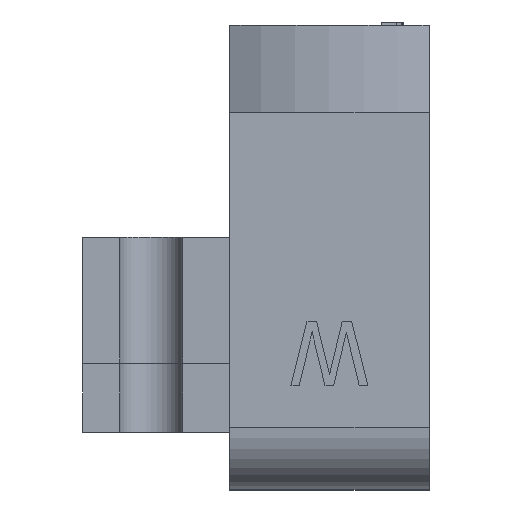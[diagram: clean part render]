
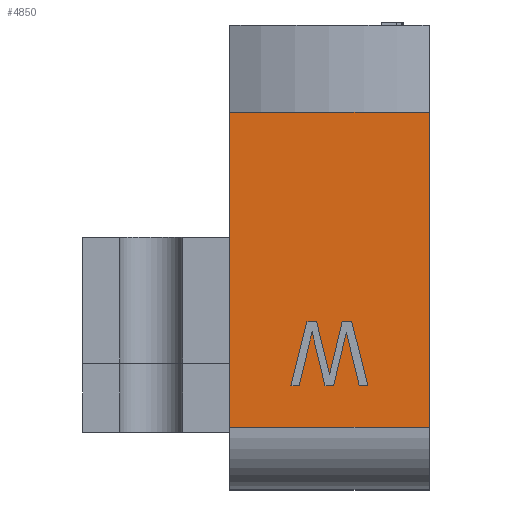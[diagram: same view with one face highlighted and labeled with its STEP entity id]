
A CAD part, left-side view. The second image highlights one B-rep face of the part: STEP entity #4850.
In plain terms, the highlighted planar face has unit normal (-1, 0, 0).
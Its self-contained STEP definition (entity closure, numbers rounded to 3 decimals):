
#2368=CARTESIAN_POINT('',(-133.2,-0.395,9.95));
#2369=VERTEX_POINT('',#2368);
#2376=CARTESIAN_POINT('',(-133.2,-1.612,15.007));
#2377=VERTEX_POINT('',#2376);
#2378=CARTESIAN_POINT('',(-133.2,-1.612,15.007));
#2379=DIRECTION('',(0.0,0.234,-0.972));
#2380=VECTOR('',#2379,5.201);
#2381=LINE('',#2378,#2380);
#2382=EDGE_CURVE('',#2377,#2369,#2381,.T.);
#2399=CARTESIAN_POINT('',(-133.2,0.43,9.95));
#2400=VERTEX_POINT('',#2399);
#2407=CARTESIAN_POINT('',(-133.2,-0.395,9.95));
#2408=DIRECTION('',(0.0,1.0,0.));
#2409=VECTOR('',#2408,0.826);
#2410=LINE('',#2407,#2409);
#2411=EDGE_CURVE('',#2369,#2400,#2410,.T.);
#2423=CARTESIAN_POINT('',(-133.2,1.656,15.066));
#2424=VERTEX_POINT('',#2423);
#2431=CARTESIAN_POINT('',(-133.2,0.43,9.95));
#2432=DIRECTION('',(0.0,0.233,0.972));
#2433=VECTOR('',#2432,5.261);
#2434=LINE('',#2431,#2433);
#2435=EDGE_CURVE('',#2400,#2424,#2434,.T.);
#2447=CARTESIAN_POINT('',(-133.2,2.877,9.95));
#2448=VERTEX_POINT('',#2447);
#2455=CARTESIAN_POINT('',(-133.2,1.656,15.066));
#2456=DIRECTION('',(0.0,0.232,-0.973));
#2457=VECTOR('',#2456,5.26);
#2458=LINE('',#2455,#2457);
#2459=EDGE_CURVE('',#2424,#2448,#2458,.T.);
#2471=CARTESIAN_POINT('',(-133.2,3.673,9.95));
#2472=VERTEX_POINT('',#2471);
#2479=CARTESIAN_POINT('',(-133.2,2.877,9.95));
#2480=DIRECTION('',(0.0,1.0,0.));
#2481=VECTOR('',#2480,0.796);
#2482=LINE('',#2479,#2481);
#2483=EDGE_CURVE('',#2448,#2472,#2482,.T.);
#2495=CARTESIAN_POINT('',(-133.2,2.14,16.05));
#2496=VERTEX_POINT('',#2495);
#2503=CARTESIAN_POINT('',(-133.2,3.673,9.95));
#2504=DIRECTION('',(0.0,-0.244,0.97));
#2505=VECTOR('',#2504,6.29);
#2506=LINE('',#2503,#2505);
#2507=EDGE_CURVE('',#2472,#2496,#2506,.T.);
#2519=CARTESIAN_POINT('',(-133.2,1.231,16.05));
#2520=VERTEX_POINT('',#2519);
#2527=CARTESIAN_POINT('',(-133.2,2.14,16.05));
#2528=DIRECTION('',(0.0,-1.0,0.));
#2529=VECTOR('',#2528,0.91);
#2530=LINE('',#2527,#2529);
#2531=EDGE_CURVE('',#2496,#2520,#2530,.T.);
#2543=CARTESIAN_POINT('',(-133.2,-0.01,10.988));
#2544=VERTEX_POINT('',#2543);
#2551=CARTESIAN_POINT('',(-133.2,1.231,16.05));
#2552=DIRECTION('',(0.0,-0.238,-0.971));
#2553=VECTOR('',#2552,5.212);
#2554=LINE('',#2551,#2553);
#2555=EDGE_CURVE('',#2520,#2544,#2554,.T.);
#2567=CARTESIAN_POINT('',(-133.2,-1.216,16.05));
#2568=VERTEX_POINT('',#2567);
#2575=CARTESIAN_POINT('',(-133.2,-0.01,10.988));
#2576=DIRECTION('',(0.0,-0.232,0.973));
#2577=VECTOR('',#2576,5.204);
#2578=LINE('',#2575,#2577);
#2579=EDGE_CURVE('',#2544,#2568,#2578,.T.);
#2591=CARTESIAN_POINT('',(-133.2,-2.116,16.05));
#2592=VERTEX_POINT('',#2591);
#2599=CARTESIAN_POINT('',(-133.2,-1.216,16.05));
#2600=DIRECTION('',(0.0,-1.0,0.));
#2601=VECTOR('',#2600,0.9);
#2602=LINE('',#2599,#2601);
#2603=EDGE_CURVE('',#2568,#2592,#2602,.T.);
#2615=CARTESIAN_POINT('',(-133.2,-3.673,9.95));
#2616=VERTEX_POINT('',#2615);
#2623=CARTESIAN_POINT('',(-133.2,-2.116,16.05));
#2624=DIRECTION('',(0.0,-0.247,-0.969));
#2625=VECTOR('',#2624,6.296);
#2626=LINE('',#2623,#2625);
#2627=EDGE_CURVE('',#2592,#2616,#2626,.T.);
#2639=CARTESIAN_POINT('',(-133.2,-2.837,9.95));
#2640=VERTEX_POINT('',#2639);
#2647=CARTESIAN_POINT('',(-133.2,-3.673,9.95));
#2648=DIRECTION('',(0.0,1.0,0.));
#2649=VECTOR('',#2648,0.835);
#2650=LINE('',#2647,#2649);
#2651=EDGE_CURVE('',#2616,#2640,#2650,.T.);
#2664=CARTESIAN_POINT('',(-133.2,-2.837,9.95));
#2665=DIRECTION('',(0.0,0.236,0.972));
#2666=VECTOR('',#2665,5.203);
#2667=LINE('',#2664,#2666);
#2668=EDGE_CURVE('',#2640,#2377,#2667,.T.);
#2872=CARTESIAN_POINT('',(-133.2,9.5,6.));
#2873=VERTEX_POINT('',#2872);
#2881=CARTESIAN_POINT('',(-133.2,9.5,36.));
#2882=VERTEX_POINT('',#2881);
#2883=CARTESIAN_POINT('',(-133.2,9.5,36.));
#2884=DIRECTION('',(0.0,0.0,-1.0));
#2885=VECTOR('',#2884,30.);
#2886=LINE('',#2883,#2885);
#2887=EDGE_CURVE('',#2882,#2873,#2886,.T.);
#3225=CARTESIAN_POINT('',(-133.2,-9.5,36.));
#3226=VERTEX_POINT('',#3225);
#3233=CARTESIAN_POINT('',(-133.2,-9.5,6.));
#3234=VERTEX_POINT('',#3233);
#3235=CARTESIAN_POINT('',(-133.2,-9.5,6.));
#3236=DIRECTION('',(0.0,0.0,1.0));
#3237=VECTOR('',#3236,30.);
#3238=LINE('',#3235,#3237);
#3239=EDGE_CURVE('',#3234,#3226,#3238,.T.);
#3764=CARTESIAN_POINT('',(-133.2,9.5,36.));
#3765=DIRECTION('',(0.0,-1.0,0.0));
#3766=VECTOR('',#3765,19.0);
#3767=LINE('',#3764,#3766);
#3768=EDGE_CURVE('',#2882,#3226,#3767,.T.);
#4819=CARTESIAN_POINT('',(-133.2,0.0,36.));
#4820=DIRECTION('',(-1.0,0.0,0.0));
#4821=DIRECTION('',(0.0,0.0,1.0));
#4822=AXIS2_PLACEMENT_3D('',#4819,#4820,#4821);
#4823=PLANE('',#4822);
#4824=ORIENTED_EDGE('',*,*,#2887,.T.);
#4825=CARTESIAN_POINT('',(-133.2,-9.5,6.));
#4826=DIRECTION('',(0.0,1.0,0.0));
#4827=VECTOR('',#4826,19.0);
#4828=LINE('',#4825,#4827);
#4829=EDGE_CURVE('',#3234,#2873,#4828,.T.);
#4830=ORIENTED_EDGE('',*,*,#4829,.F.);
#4831=ORIENTED_EDGE('',*,*,#3239,.T.);
#4832=ORIENTED_EDGE('',*,*,#3768,.F.);
#4833=EDGE_LOOP('',(#4824,#4830,#4831,#4832));
#4834=FACE_OUTER_BOUND('',#4833,.T.);
#4835=ORIENTED_EDGE('',*,*,#2382,.T.);
#4836=ORIENTED_EDGE('',*,*,#2411,.T.);
#4837=ORIENTED_EDGE('',*,*,#2435,.T.);
#4838=ORIENTED_EDGE('',*,*,#2459,.T.);
#4839=ORIENTED_EDGE('',*,*,#2483,.T.);
#4840=ORIENTED_EDGE('',*,*,#2507,.T.);
#4841=ORIENTED_EDGE('',*,*,#2531,.T.);
#4842=ORIENTED_EDGE('',*,*,#2555,.T.);
#4843=ORIENTED_EDGE('',*,*,#2579,.T.);
#4844=ORIENTED_EDGE('',*,*,#2603,.T.);
#4845=ORIENTED_EDGE('',*,*,#2627,.T.);
#4846=ORIENTED_EDGE('',*,*,#2651,.T.);
#4847=ORIENTED_EDGE('',*,*,#2668,.T.);
#4848=EDGE_LOOP('',(#4835,#4836,#4837,#4838,#4839,#4840,#4841,#4842,#4843,#4844,#4845,#4846,#4847));
#4849=FACE_BOUND('',#4848,.T.);
#4850=ADVANCED_FACE('',(#4834,#4849),#4823,.T.);
